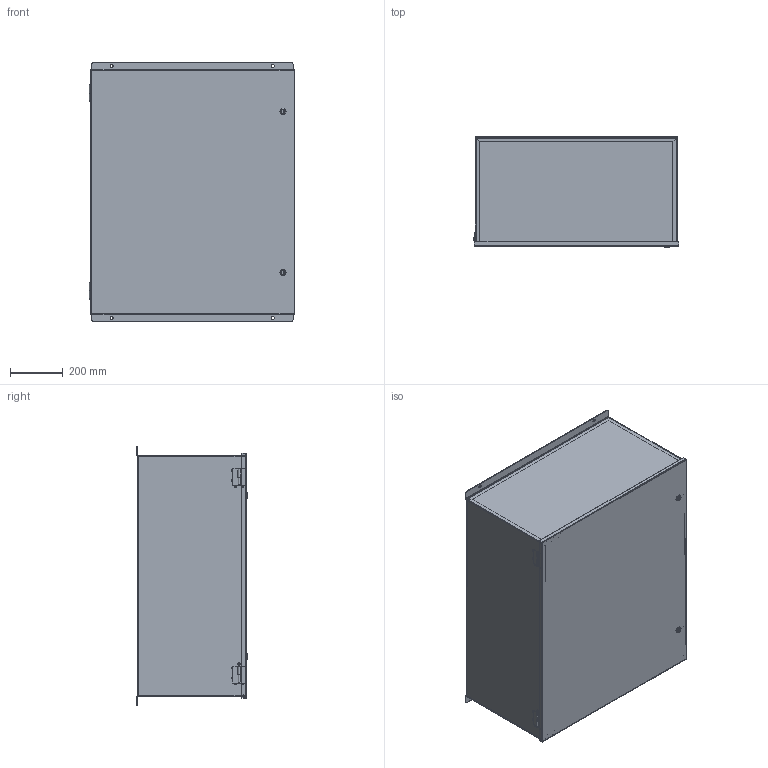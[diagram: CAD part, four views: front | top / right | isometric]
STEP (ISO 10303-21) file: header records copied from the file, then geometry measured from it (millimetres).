
FILE_DESCRIPTION( ( 'Unknown' ), '1' );
FILE_NAME( 'K363016_14GA_QT.stp', 'Unknown', ( 'Unknown' ), ( 'Unknown' ), 'PSStep 16.0.42', 'Unknown', ' ' );
FILE_SCHEMA( ( 'AUTOMOTIVE_DESIGN { 1 0 10303 214 1 1 1 1 }' ) );
Length unit declared in the file: millimetre
Products named in the file (23): LOCK AVEC TOURNEVIS TYPE 4-12 SANS CAME; HOSING-oa0; INSERT POUR TOURNEVIS-oa1; NOIX DE FIXATION-oa2; Oring-oa3; Oring-oa4; SEAL BLANC-oa5; STOPPER DESSOUS-oa6; VIS DE RETENUE DE LA CAME-oa7; A11KK; CAME K; K3630_14GA_COUVERCLE_QT; Penture K Acier - GAUCHE_porte; K3630C_14GA_QT; K363016_14GA_BOITIER; 10-32 x 0.312-FENTE-carré; Penture K Acier - GAUCHE_boitier; 0.375-16 x 0.750 AC_CKL 118-510-340; K363016B_14GA; Kxx3016B_14GA; Kxx3016H_14GA; Assem1; AKP3630_12GA
Assembly tree (30 placements, depth 5):
  Assem1
    AKP3630_12GA
    K3630_14GA_COUVERCLE_QT
      Penture K Acier - GAUCHE_porte  x2
      K3630C_14GA_QT
      A11KK  x2
        CAME K
        LOCK AVEC TOURNEVIS TYPE 4-12 SANS CAME
          HOSING-oa0
          INSERT POUR TOURNEVIS-oa1
          NOIX DE FIXATION-oa2
          Oring-oa3
          Oring-oa4
          SEAL BLANC-oa5
          STOPPER DESSOUS-oa6
          VIS DE RETENUE DE LA CAME-oa7
    K363016_14GA_BOITIER
      10-32 x 0.312-FENTE-carré
      Penture K Acier - GAUCHE_boitier  x2
      0.375-16 x 0.750 AC_CKL 118-510-340  x6
      K363016B_14GA
      Kxx3016B_14GA
      Kxx3016H_14GA
Bounding box: 776.91 x 418.08 x 977.9 mm (x, y, z)
Volume: 7400342.8 mm3; surface area: 7273032.8 mm2
Topology: 34 solids, 34 shells, 1957 faces, 4747 edges, 3047 vertices
Faces by surface type: plane 1149, cylinder 321, bspline 204, extrusion 168, torus 60, cone 47, sphere 8
Full cylindrical faces by diameter (mm): 0.346 x1, 0.794 x6, 3.023 x6, 3.175 x6, 4.394 x1, 4.496 x1, 4.775 x2, 4.801 x1, 4.837 x1, 6.096 x4, 6.223 x8, 6.35 x8, 6.985 x2, 7.137 x1, 8.966 x6, 9.525 x7, 9.881 x2, 10.084 x2, 11.1 x4, 11.176 x2, 11.862 x2, 12.192 x2, 12.827 x2, 14.275 x6, 15.748 x2, 15.799 x2, 16.192 x6, 17.462 x2, 22.86 x2
Entity records: 90090 total; most frequent: CARTESIAN_POINT 48403, ORIENTED_EDGE 6610, DIRECTION 4897, EDGE_CURVE 3305, VERTEX_POINT 2206, EDGE_LOOP 1751, AXIS2_PLACEMENT_3D 1633, VECTOR 1631
